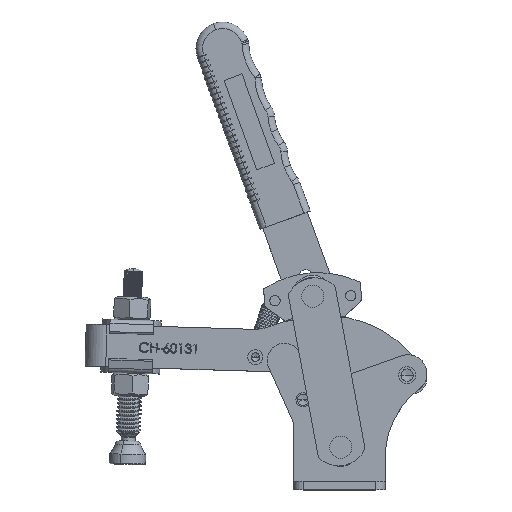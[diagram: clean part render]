
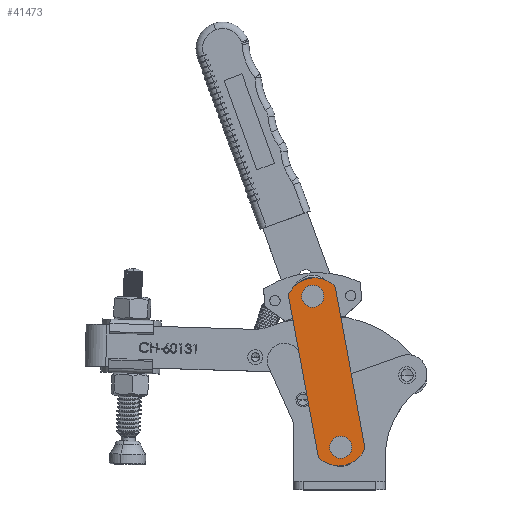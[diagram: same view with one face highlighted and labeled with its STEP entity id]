
A CAD part, top view. The second image highlights one B-rep face of the part: STEP entity #41473.
In plain terms, the highlighted planar face has unit normal (0, 0, 1).
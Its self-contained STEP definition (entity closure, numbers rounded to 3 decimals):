
#668 = VERTEX_POINT ( 'NONE', #11081 ) ;
#836 = CARTESIAN_POINT ( 'NONE',  ( 2072.579, -1036.821, 6. ) ) ;
#886 = EDGE_CURVE ( 'NONE', #59289, #46825, #42076, .T. ) ;
#1815 = CARTESIAN_POINT ( 'NONE',  ( 2147.979, -1036.821, 6. ) ) ;
#2083 = ORIENTED_EDGE ( 'NONE', *, *, #52189, .F. ) ;
#2214 = ORIENTED_EDGE ( 'NONE', *, *, #50311, .F. ) ;
#2309 = CIRCLE ( 'NONE', #41235, 15. ) ;
#3178 = VERTEX_POINT ( 'NONE', #18068 ) ;
#3340 = AXIS2_PLACEMENT_3D ( 'NONE', #60848, #27776, #66392 ) ;
#5777 = AXIS2_PLACEMENT_3D ( 'NONE', #11329, #49989, #16888 ) ;
#6426 = DIRECTION ( 'NONE',  ( 1., 0., 0. ) ) ;
#6437 = DIRECTION ( 'NONE',  ( 0., 0., 1. ) ) ;
#7244 = DIRECTION ( 'NONE',  ( 0., 0., 1. ) ) ;
#7419 = DIRECTION ( 'NONE',  ( 1., 0., 0. ) ) ;
#7997 = EDGE_LOOP ( 'NONE', ( #17726, #70902, #69136, #70014, #25549, #61044, #16124, #17082, #22952 ) ) ;
#8368 = PLANE ( 'NONE',  #66458 ) ;
#9981 = EDGE_CURVE ( 'NONE', #24293, #62674, #69051, .T. ) ;
#11081 = CARTESIAN_POINT ( 'NONE',  ( 2143.979, -1036.821, 6. ) ) ;
#11329 = CARTESIAN_POINT ( 'NONE',  ( 2067.179, -1036.821, 6. ) ) ;
#12707 = DIRECTION ( 'NONE',  ( 0., 0., 1. ) ) ;
#13723 = AXIS2_PLACEMENT_3D ( 'NONE', #1815, #40488, #7419 ) ;
#14835 = CARTESIAN_POINT ( 'NONE',  ( 2150.243, -1024.321, 6. ) ) ;
#15768 = CARTESIAN_POINT ( 'NONE',  ( 2063.735, -1048.937, 6. ) ) ;
#16124 = ORIENTED_EDGE ( 'NONE', *, *, #17807, .T. ) ;
#16392 = VERTEX_POINT ( 'NONE', #37672 ) ;
#16736 = LINE ( 'NONE', #69419, #29718 ) ;
#16888 = DIRECTION ( 'NONE',  ( 1., 0., 0. ) ) ;
#17082 = ORIENTED_EDGE ( 'NONE', *, *, #20018, .T. ) ;
#17150 = DIRECTION ( 'NONE',  ( 0., 0., 1. ) ) ;
#17171 = CIRCLE ( 'NONE', #64939, 2. ) ;
#17726 = ORIENTED_EDGE ( 'NONE', *, *, #34771, .T. ) ;
#17807 = EDGE_CURVE ( 'NONE', #38756, #18939, #44950, .T. ) ;
#18068 = CARTESIAN_POINT ( 'NONE',  ( 2151.423, -1024.706, 6. ) ) ;
#18489 = CIRCLE ( 'NONE', #68622, 2. ) ;
#18805 = VERTEX_POINT ( 'NONE', #14835 ) ;
#18939 = VERTEX_POINT ( 'NONE', #15768 ) ;
#18966 = CARTESIAN_POINT ( 'NONE',  ( 2150.243, -1026.321, 6. ) ) ;
#20018 = EDGE_CURVE ( 'NONE', #18939, #24293, #22240, .T. ) ;
#20031 = CARTESIAN_POINT ( 'NONE',  ( 2063.179, -1036.821, 6. ) ) ;
#20860 = DIRECTION ( 'NONE',  ( 1., 0., 0. ) ) ;
#21867 = AXIS2_PLACEMENT_3D ( 'NONE', #39531, #6437, #45089 ) ;
#22240 = CIRCLE ( 'NONE', #27763, 2. ) ;
#22253 = EDGE_CURVE ( 'NONE', #668, #48660, #38491, .T. ) ;
#22849 = EDGE_CURVE ( 'NONE', #54364, #16392, #17171, .T. ) ;
#22952 = ORIENTED_EDGE ( 'NONE', *, *, #9981, .T. ) ;
#23338 = AXIS2_PLACEMENT_3D ( 'NONE', #40329, #7244, #45867 ) ;
#24293 = VERTEX_POINT ( 'NONE', #28239 ) ;
#24513 = DIRECTION ( 'NONE',  ( 1., 0., 0. ) ) ;
#25469 = CARTESIAN_POINT ( 'NONE',  ( 2150.243, -1047.321, 6. ) ) ;
#25549 = ORIENTED_EDGE ( 'NONE', *, *, #22849, .T. ) ;
#26708 = AXIS2_PLACEMENT_3D ( 'NONE', #50260, #17150, #55773 ) ;
#27763 = AXIS2_PLACEMENT_3D ( 'NONE', #28415, #67033, #33997 ) ;
#27776 = DIRECTION ( 'NONE',  ( 0., 0., 1. ) ) ;
#28239 = CARTESIAN_POINT ( 'NONE',  ( 2064.914, -1049.321, 6. ) ) ;
#28415 = CARTESIAN_POINT ( 'NONE',  ( 2064.914, -1047.321, 6. ) ) ;
#29466 = CIRCLE ( 'NONE', #13723, 4. ) ;
#29718 = VECTOR ( 'NONE', #47446, 1000. ) ;
#30076 = CARTESIAN_POINT ( 'NONE',  ( 2151.979, -1036.821, 6. ) ) ;
#31030 = DIRECTION ( 'NONE',  ( 1., 0., 0. ) ) ;
#32237 = VERTEX_POINT ( 'NONE', #69721 ) ;
#32917 = CARTESIAN_POINT ( 'NONE',  ( 2064.914, -1026.321, 6. ) ) ;
#33997 = DIRECTION ( 'NONE',  ( 1., 0., 0. ) ) ;
#34515 = VECTOR ( 'NONE', #20860, 1000. ) ;
#34771 = EDGE_CURVE ( 'NONE', #62674, #32237, #36821, .T. ) ;
#36821 = CIRCLE ( 'NONE', #3340, 2. ) ;
#37672 = CARTESIAN_POINT ( 'NONE',  ( 2063.735, -1024.706, 6. ) ) ;
#38477 = DIRECTION ( 'NONE',  ( 1., 0., 0. ) ) ;
#38491 = CIRCLE ( 'NONE', #21867, 4. ) ;
#38756 = VERTEX_POINT ( 'NONE', #40456 ) ;
#38822 = FACE_OUTER_BOUND ( 'NONE', #7997, .T. ) ;
#39514 = DIRECTION ( 'NONE',  ( 0., 0., 1. ) ) ;
#39531 = CARTESIAN_POINT ( 'NONE',  ( 2147.979, -1036.821, 6. ) ) ;
#40329 = CARTESIAN_POINT ( 'NONE',  ( 2067.179, -1036.821, 6. ) ) ;
#40456 = CARTESIAN_POINT ( 'NONE',  ( 2057.579, -1036.821, 6. ) ) ;
#40488 = DIRECTION ( 'NONE',  ( 0., 0., 1. ) ) ;
#41235 = AXIS2_PLACEMENT_3D ( 'NONE', #45821, #12707, #51388 ) ;
#41473 = ADVANCED_FACE ( 'NONE', ( #66419, #38822, #68195 ), #8368, .T. ) ;
#41901 = CARTESIAN_POINT ( 'NONE',  ( 2071.179, -1036.821, 6. ) ) ;
#42076 = CIRCLE ( 'NONE', #23338, 4. ) ;
#44323 = EDGE_LOOP ( 'NONE', ( #69403, #2083 ) ) ;
#44950 = CIRCLE ( 'NONE', #26708, 15. ) ;
#45089 = DIRECTION ( 'NONE',  ( 1., 0., 0. ) ) ;
#45821 = CARTESIAN_POINT ( 'NONE',  ( 2142.579, -1036.821, 6. ) ) ;
#45867 = DIRECTION ( 'NONE',  ( 1., 0., 0. ) ) ;
#46825 = VERTEX_POINT ( 'NONE', #20031 ) ;
#46928 = AXIS2_PLACEMENT_3D ( 'NONE', #836, #39514, #6426 ) ;
#47446 = DIRECTION ( 'NONE',  ( -1., 0., 0. ) ) ;
#47640 = EDGE_CURVE ( 'NONE', #3178, #18805, #18489, .T. ) ;
#47751 = EDGE_CURVE ( 'NONE', #18805, #54364, #16736, .T. ) ;
#48660 = VERTEX_POINT ( 'NONE', #30076 ) ;
#49989 = DIRECTION ( 'NONE',  ( 0., 0., 1. ) ) ;
#50260 = CARTESIAN_POINT ( 'NONE',  ( 2072.579, -1036.821, 6. ) ) ;
#50311 = EDGE_CURVE ( 'NONE', #46825, #59289, #58895, .T. ) ;
#51388 = DIRECTION ( 'NONE',  ( 1., 0., 0. ) ) ;
#52189 = EDGE_CURVE ( 'NONE', #48660, #668, #29466, .T. ) ;
#54364 = VERTEX_POINT ( 'NONE', #63589 ) ;
#55773 = DIRECTION ( 'NONE',  ( 1., 0., 0. ) ) ;
#57621 = DIRECTION ( 'NONE',  ( 0., 0., 1. ) ) ;
#57699 = EDGE_CURVE ( 'NONE', #32237, #3178, #2309, .T. ) ;
#58895 = CIRCLE ( 'NONE', #5777, 4. ) ;
#59289 = VERTEX_POINT ( 'NONE', #41901 ) ;
#60452 = ORIENTED_EDGE ( 'NONE', *, *, #886, .F. ) ;
#60848 = CARTESIAN_POINT ( 'NONE',  ( 2150.243, -1047.321, 6. ) ) ;
#61044 = ORIENTED_EDGE ( 'NONE', *, *, #66978, .T. ) ;
#62674 = VERTEX_POINT ( 'NONE', #70291 ) ;
#63589 = CARTESIAN_POINT ( 'NONE',  ( 2064.914, -1024.321, 6. ) ) ;
#63900 = CIRCLE ( 'NONE', #46928, 15. ) ;
#64113 = DIRECTION ( 'NONE',  ( 0., 0., 1. ) ) ;
#64939 = AXIS2_PLACEMENT_3D ( 'NONE', #32917, #71548, #38477 ) ;
#66307 = EDGE_LOOP ( 'NONE', ( #2214, #60452 ) ) ;
#66392 = DIRECTION ( 'NONE',  ( 1., 0., 0. ) ) ;
#66419 = FACE_BOUND ( 'NONE', #44323, .T. ) ;
#66458 = AXIS2_PLACEMENT_3D ( 'NONE', #25469, #64113, #31030 ) ;
#66978 = EDGE_CURVE ( 'NONE', #16392, #38756, #63900, .T. ) ;
#67033 = DIRECTION ( 'NONE',  ( 0., 0., 1. ) ) ;
#68195 = FACE_BOUND ( 'NONE', #66307, .T. ) ;
#68622 = AXIS2_PLACEMENT_3D ( 'NONE', #18966, #57621, #24513 ) ;
#69051 = LINE ( 'NONE', #70625, #34515 ) ;
#69136 = ORIENTED_EDGE ( 'NONE', *, *, #47640, .T. ) ;
#69403 = ORIENTED_EDGE ( 'NONE', *, *, #22253, .F. ) ;
#69419 = CARTESIAN_POINT ( 'NONE',  ( 2150.243, -1024.321, 6. ) ) ;
#69721 = CARTESIAN_POINT ( 'NONE',  ( 2151.423, -1048.937, 6. ) ) ;
#70014 = ORIENTED_EDGE ( 'NONE', *, *, #47751, .T. ) ;
#70291 = CARTESIAN_POINT ( 'NONE',  ( 2150.243, -1049.321, 6. ) ) ;
#70625 = CARTESIAN_POINT ( 'NONE',  ( 2150.243, -1049.321, 6. ) ) ;
#70902 = ORIENTED_EDGE ( 'NONE', *, *, #57699, .T. ) ;
#71548 = DIRECTION ( 'NONE',  ( 0., 0., 1. ) ) ;
